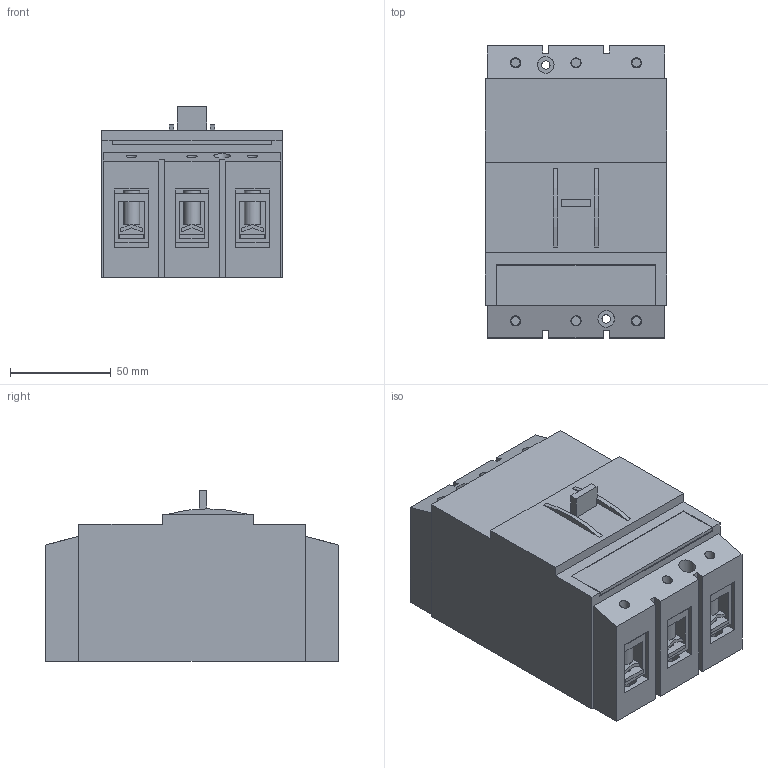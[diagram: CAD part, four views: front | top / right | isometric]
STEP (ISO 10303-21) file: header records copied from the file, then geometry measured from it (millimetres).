
FILE_DESCRIPTION(/* description */ ('STEP AP242','CAx-IF Rec.Pracs.---Representation and Presentation of Product Manufacturing Information (PMI)---4.0---2014-10-13','CAx-IF Rec.Pracs.---3D Tessellated Geometry---0.4---2014-09-14','2;1'),/* implementation_level */ '2;1');
FILE_NAME(/* name */ 'eaton-molded-case-switches-mcad-3d-models-nzm1-3p',/* time_stamp */ '2025-05-09T14:35:20+02:00',/* author */ ('License CC BY-ND 4.0'),/* organization */ ('CADENAS'),/* preprocessor_version */ 'ST-DEVELOPER v19.3',/* originating_system */ 'PARTsolutions',/* authorisation */ ' ');
FILE_SCHEMA (('AP242_MANAGED_MODEL_BASED_3D_ENGINEERING_MIM_LF { 1 0 10303 442 1 1 4 }'));
Length unit declared in the file: millimetre
Products named in the file (4): 109937_(index); nzm1_3p_p1; nzm1_3p_p2; nzm1_3p_p3
Assembly tree (4 placements, depth 2):
  109937_(index)
    nzm1_3p_p1
    nzm1_3p_p2  x2
    nzm1_3p_p3
Bounding box: 90 x 145 x 84.52 mm (x, y, z)
Volume: 822954.1 mm3; surface area: 110808.1 mm2
Topology: 4 solids, 4 shells, 400 faces, 1035 edges, 689 vertices
Faces by surface type: plane 370, cylinder 30
Full cylindrical faces by diameter (mm): 4.2 x2, 5 x6, 6.5 x6, 8 x12, 8.2 x2
Entity records: 10109 total; most frequent: CARTESIAN_POINT 1751, ORIENTED_EDGE 1672, DIRECTION 1614, EDGE_CURVE 836, LINE 756, VECTOR 756, VERTEX_POINT 566, EDGE_LOOP 432
